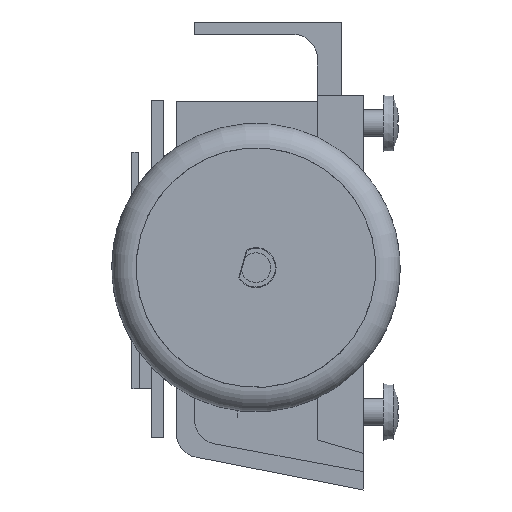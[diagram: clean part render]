
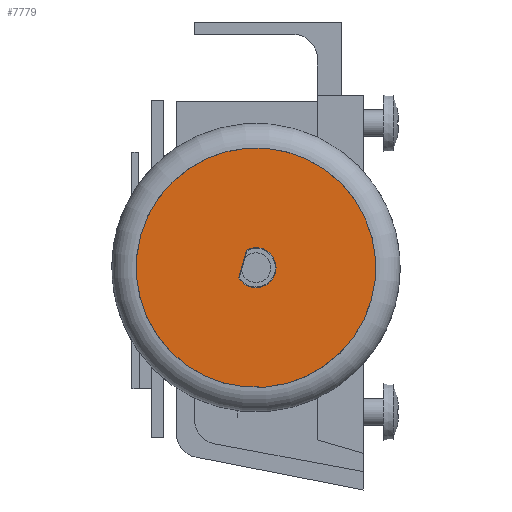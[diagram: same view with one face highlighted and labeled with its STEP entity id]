
A CAD part, left-side view. The second image highlights one B-rep face of the part: STEP entity #7779.
In plain terms, the highlighted face is planar.
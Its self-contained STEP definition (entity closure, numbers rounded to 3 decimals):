
#369=FACE_BOUND('',#1480,.T.);
#548=PLANE('',#8814);
#951=FACE_OUTER_BOUND('',#1479,.T.);
#1479=EDGE_LOOP('',(#6169));
#1480=EDGE_LOOP('',(#6170,#6171));
#2035=LINE('',#12428,#2774);
#2774=VECTOR('',#10213,10.);
#3444=CIRCLE('',#8807,1.63);
#3448=CIRCLE('',#8815,9.75);
#3835=VERTEX_POINT('',#12426);
#3836=VERTEX_POINT('',#12427);
#3843=VERTEX_POINT('',#12451);
#4680=EDGE_CURVE('',#3835,#3836,#2035,.T.);
#4684=EDGE_CURVE('',#3836,#3835,#3444,.T.);
#4692=EDGE_CURVE('',#3843,#3843,#3448,.T.);
#6169=ORIENTED_EDGE('',*,*,#4692,.T.);
#6170=ORIENTED_EDGE('',*,*,#4680,.T.);
#6171=ORIENTED_EDGE('',*,*,#4684,.T.);
#7779=ADVANCED_FACE('',(#951,#369),#548,.T.);
#8807=AXIS2_PLACEMENT_3D('',#12435,#10219,#10220);
#8814=AXIS2_PLACEMENT_3D('',#12450,#10237,#10238);
#8815=AXIS2_PLACEMENT_3D('',#12452,#10239,#10240);
#10213=DIRECTION('',(0.,1.,0.));
#10219=DIRECTION('center_axis',(0.,0.,-1.));
#10220=DIRECTION('ref_axis',(0.693,0.721,0.));
#10237=DIRECTION('center_axis',(0.,0.,1.));
#10238=DIRECTION('ref_axis',(1.,0.,0.));
#10239=DIRECTION('center_axis',(0.,0.,1.));
#10240=DIRECTION('ref_axis',(-1.,0.,0.));
#12426=CARTESIAN_POINT('',(-1.13,-1.175,0.5));
#12427=CARTESIAN_POINT('',(-1.13,1.175,0.5));
#12428=CARTESIAN_POINT('',(-1.13,-0.587,0.5));
#12435=CARTESIAN_POINT('Origin',(0.,0.,
0.5));
#12450=CARTESIAN_POINT('Origin',(0.,0.,
0.5));
#12451=CARTESIAN_POINT('',(9.75,0.,0.5));
#12452=CARTESIAN_POINT('Origin',(0.,0.,0.5));
